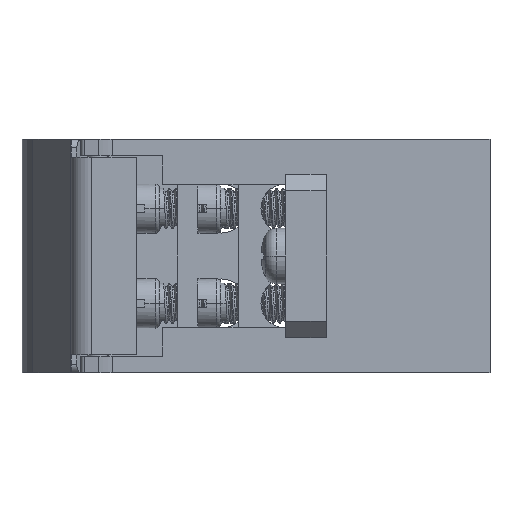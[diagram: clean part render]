
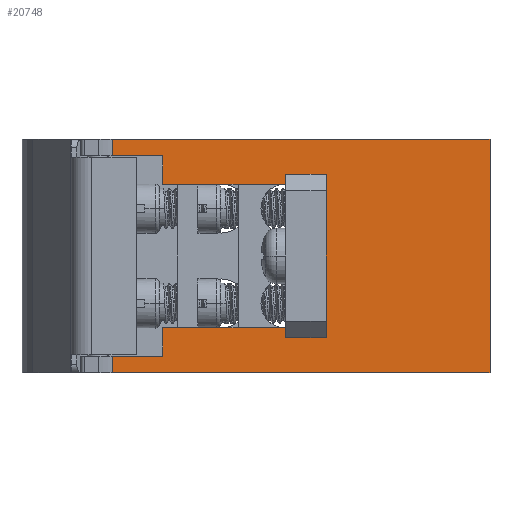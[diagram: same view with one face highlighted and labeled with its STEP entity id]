
A CAD part, left-side view. The second image highlights one B-rep face of the part: STEP entity #20748.
In plain terms, the highlighted planar face has unit normal (-1, 0, 0).
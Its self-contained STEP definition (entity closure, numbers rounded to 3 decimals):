
#1810=DIRECTION('',(0.,-1.,0.));
#1811=VECTOR('',#1810,46.172);
#1812=CARTESIAN_POINT('',(-21.,46.172,14.25));
#1813=LINE('',#1812,#1811);
#2542=DIRECTION('',(0.,-1.,0.));
#2543=VECTOR('',#2542,46.172);
#2544=CARTESIAN_POINT('',(-21.,46.172,-14.25));
#2545=LINE('',#2544,#2543);
#3076=DIRECTION('',(0.,0.,-1.));
#3077=VECTOR('',#3076,16.2);
#3078=CARTESIAN_POINT('',(-21.,20.,8.1));
#3079=LINE('',#3078,#3077);
#3080=DIRECTION('',(0.,0.,-1.));
#3081=VECTOR('',#3080,0.65);
#3082=CARTESIAN_POINT('',(-21.,20.,8.75));
#3083=LINE('',#3082,#3081);
#3084=DIRECTION('',(0.,-1.,0.));
#3085=VECTOR('',#3084,20.);
#3086=CARTESIAN_POINT('',(-21.,40.,8.75));
#3087=LINE('',#3086,#3085);
#3088=DIRECTION('',(0.,0.,1.));
#3089=VECTOR('',#3088,3.5);
#3090=CARTESIAN_POINT('',(-21.,40.,8.75));
#3091=LINE('',#3090,#3089);
#3092=DIRECTION('',(0.,-1.,0.));
#3093=VECTOR('',#3092,6.172);
#3094=CARTESIAN_POINT('',(-21.,46.172,12.25));
#3095=LINE('',#3094,#3093);
#3096=DIRECTION('',(0.,0.,-1.));
#3097=VECTOR('',#3096,2.);
#3098=CARTESIAN_POINT('',(-21.,46.172,14.25));
#3099=LINE('',#3098,#3097);
#3100=DIRECTION('',(0.,0.,-1.));
#3101=VECTOR('',#3100,2.);
#3102=CARTESIAN_POINT('',(-21.,46.172,-12.25));
#3103=LINE('',#3102,#3101);
#3104=DIRECTION('',(0.,-1.,0.));
#3105=VECTOR('',#3104,6.172);
#3106=CARTESIAN_POINT('',(-21.,46.172,-12.25));
#3107=LINE('',#3106,#3105);
#3108=DIRECTION('',(0.,0.,1.));
#3109=VECTOR('',#3108,3.5);
#3110=CARTESIAN_POINT('',(-21.,40.,-12.25));
#3111=LINE('',#3110,#3109);
#3112=DIRECTION('',(0.,-1.,0.));
#3113=VECTOR('',#3112,20.);
#3114=CARTESIAN_POINT('',(-21.,40.,-8.75));
#3115=LINE('',#3114,#3113);
#3116=DIRECTION('',(0.,0.,-1.));
#3117=VECTOR('',#3116,0.65);
#3118=CARTESIAN_POINT('',(-21.,20.,-8.1));
#3119=LINE('',#3118,#3117);
#14025=DIRECTION('',(0.,0.,1.));
#14026=VECTOR('',#14025,28.5);
#14027=CARTESIAN_POINT('',(-21.,0.,-14.25));
#14028=LINE('',#14027,#14026);
#15579=CARTESIAN_POINT('',(-21.,0.,-14.25));
#15580=CARTESIAN_POINT('',(-21.,0.,14.25));
#15581=VERTEX_POINT('',#15579);
#15582=VERTEX_POINT('',#15580);
#15691=CARTESIAN_POINT('',(-21.,20.,8.75));
#15693=VERTEX_POINT('',#15691);
#15696=CARTESIAN_POINT('',(-21.,20.,-8.75));
#15698=VERTEX_POINT('',#15696);
#15725=CARTESIAN_POINT('',(-21.,40.,8.75));
#15726=CARTESIAN_POINT('',(-21.,40.,12.25));
#15727=VERTEX_POINT('',#15725);
#15728=VERTEX_POINT('',#15726);
#15729=CARTESIAN_POINT('',(-21.,40.,-12.25));
#15730=CARTESIAN_POINT('',(-21.,40.,-8.75));
#15731=VERTEX_POINT('',#15729);
#15732=VERTEX_POINT('',#15730);
#15853=CARTESIAN_POINT('',(-21.,46.172,12.25));
#15855=VERTEX_POINT('',#15853);
#15859=CARTESIAN_POINT('',(-21.,46.172,14.25));
#15860=VERTEX_POINT('',#15859);
#15861=CARTESIAN_POINT('',(-21.,46.172,-14.25));
#15863=VERTEX_POINT('',#15861);
#15867=CARTESIAN_POINT('',(-21.,46.172,-12.25));
#15868=VERTEX_POINT('',#15867);
#16430=CARTESIAN_POINT('',(-21.,20.,8.1));
#16431=CARTESIAN_POINT('',(-21.,20.,-8.1));
#16432=VERTEX_POINT('',#16430);
#16433=VERTEX_POINT('',#16431);
#20718=CARTESIAN_POINT('',(-21.,56.,-14.25));
#20719=DIRECTION('',(-1.,0.,0.));
#20720=DIRECTION('',(0.,-1.,0.));
#20721=AXIS2_PLACEMENT_3D('',#20718,#20719,#20720);
#20722=PLANE('',#20721);
#20724=ORIENTED_EDGE('',*,*,#20723,.F.);
#20726=ORIENTED_EDGE('',*,*,#20725,.F.);
#20728=ORIENTED_EDGE('',*,*,#20727,.F.);
#20730=ORIENTED_EDGE('',*,*,#20729,.T.);
#20731=ORIENTED_EDGE('',*,*,#19200,.F.);
#20733=ORIENTED_EDGE('',*,*,#20732,.F.);
#20734=ORIENTED_EDGE('',*,*,#19037,.T.);
#20736=ORIENTED_EDGE('',*,*,#20735,.F.);
#20737=ORIENTED_EDGE('',*,*,#19794,.F.);
#20738=ORIENTED_EDGE('',*,*,#20713,.F.);
#20739=ORIENTED_EDGE('',*,*,#19304,.T.);
#20741=ORIENTED_EDGE('',*,*,#20740,.T.);
#20743=ORIENTED_EDGE('',*,*,#20742,.T.);
#20745=ORIENTED_EDGE('',*,*,#20744,.F.);
#20746=EDGE_LOOP('',(#20724,#20726,#20728,#20730,#20731,#20733,#20734,#20736,
#20737,#20738,#20739,#20741,#20743,#20745));
#20747=FACE_OUTER_BOUND('',#20746,.F.);
#20748=ADVANCED_FACE('',(#20747),#20722,.T.);
#19037=EDGE_CURVE('',#15860,#15582,#1813,.T.);
#19200=EDGE_CURVE('',#15855,#15728,#3095,.T.);
#19304=EDGE_CURVE('',#15868,#15731,#3107,.T.);
#19794=EDGE_CURVE('',#15863,#15581,#2545,.T.);
#20713=EDGE_CURVE('',#15868,#15863,#3103,.T.);
#20723=EDGE_CURVE('',#16432,#16433,#3079,.T.);
#20725=EDGE_CURVE('',#15693,#16432,#3083,.T.);
#20727=EDGE_CURVE('',#15727,#15693,#3087,.T.);
#20729=EDGE_CURVE('',#15727,#15728,#3091,.T.);
#20732=EDGE_CURVE('',#15860,#15855,#3099,.T.);
#20735=EDGE_CURVE('',#15581,#15582,#14028,.T.);
#20740=EDGE_CURVE('',#15731,#15732,#3111,.T.);
#20742=EDGE_CURVE('',#15732,#15698,#3115,.T.);
#20744=EDGE_CURVE('',#16433,#15698,#3119,.T.);
